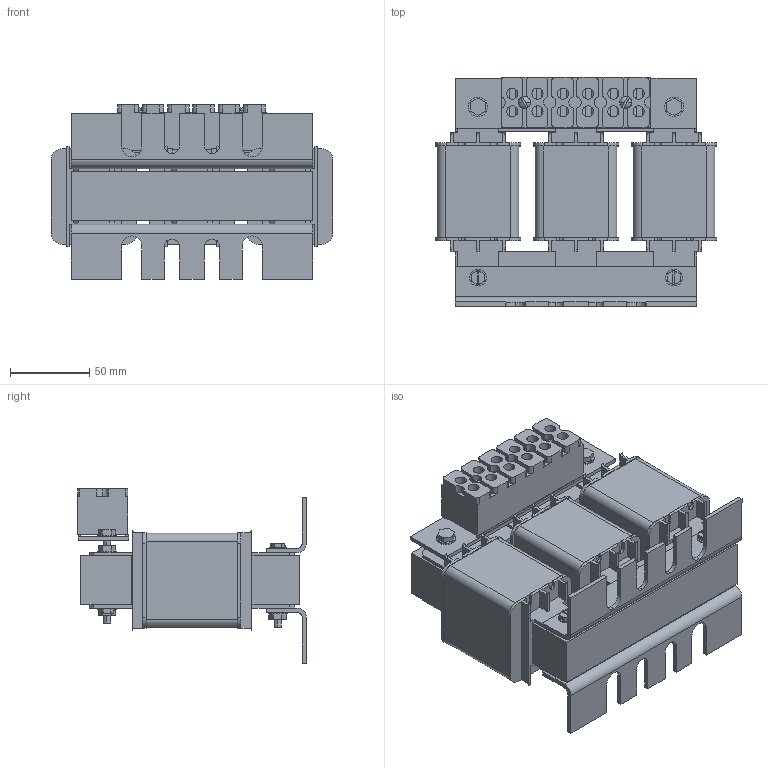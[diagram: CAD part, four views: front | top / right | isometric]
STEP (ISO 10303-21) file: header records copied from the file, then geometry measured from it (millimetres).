
FILE_DESCRIPTION (( 'STEP AP214' ), '1' );
FILE_NAME ('LR-4040.STEP', '2012-03-05T18:03:08', ( ' ' ), ( ' ' ), 'SwSTEP 2.0', 'SolidWorks 2011', '' );
FILE_SCHEMA (( 'AUTOMOTIVE_DESIGN' ));
Length unit declared in the file: millimetre
Products named in the file (1): LR-4040
Bounding box: 178.25 x 144.8 x 110.5 mm (x, y, z)
Volume: 1125364.5 mm3; surface area: 200130.5 mm2
Topology: 14 solids, 14 shells, 819 faces, 2296 edges, 1509 vertices
Faces by surface type: plane 597, cylinder 214, sphere 8
Entity records: 32679 total; most frequent: CARTESIAN_POINT 4625, ORIENTED_EDGE 4592, DIRECTION 4384, EDGE_CURVE 2296, VECTOR 1848, LINE 1848, VERTEX_POINT 1509, AXIS2_PLACEMENT_3D 1268
